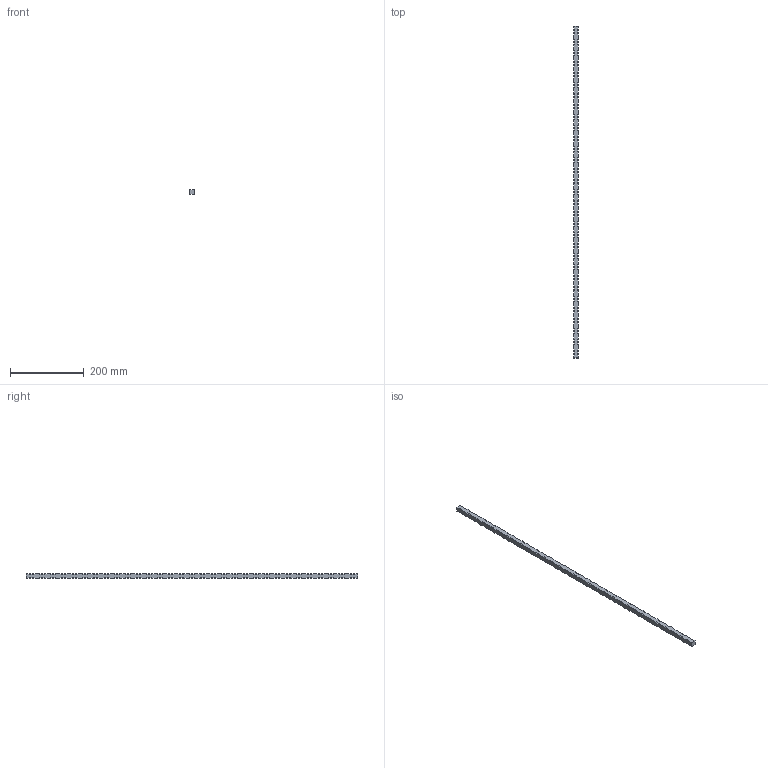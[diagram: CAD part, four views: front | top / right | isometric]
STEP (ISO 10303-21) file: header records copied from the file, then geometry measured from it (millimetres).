
FILE_DESCRIPTION (( 'STEP AP203' ), '1' );
FILE_NAME ('1234-ZS.STEP', '2016-11-03T12:57:05', ( '' ), ( '' ), 'SwSTEP 2.0', 'SolidWorks 2015', '' );
FILE_SCHEMA (( 'CONFIG_CONTROL_DESIGN' ));
Length unit declared in the file: millimetre
Products named in the file (1): 1234-ZS
Bounding box: 13 x 900 x 13 mm (x, y, z)
Volume: 147897.1 mm3; surface area: 45797.7 mm2
Topology: 1 solids, 1 shells, 328 faces, 1169 edges, 614 vertices
Faces by surface type: torus 124, plane 121, bspline 83
Entity records: 14676 total; most frequent: CARTESIAN_POINT 6451, ORIENTED_EDGE 1842, DIRECTION 1495, EDGE_CURVE 921, VERTEX_POINT 614, VECTOR 507, LINE 507, AXIS2_PLACEMENT_3D 494
